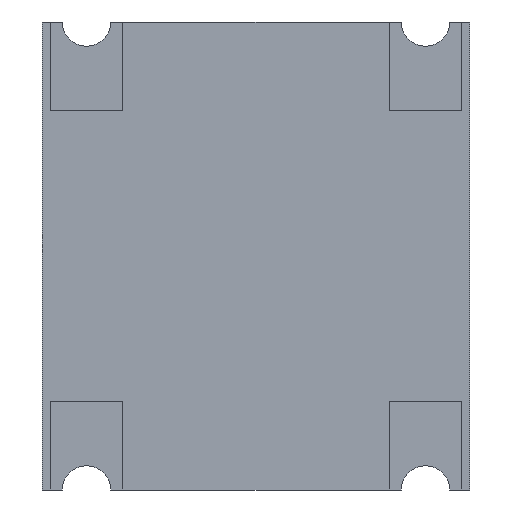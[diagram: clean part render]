
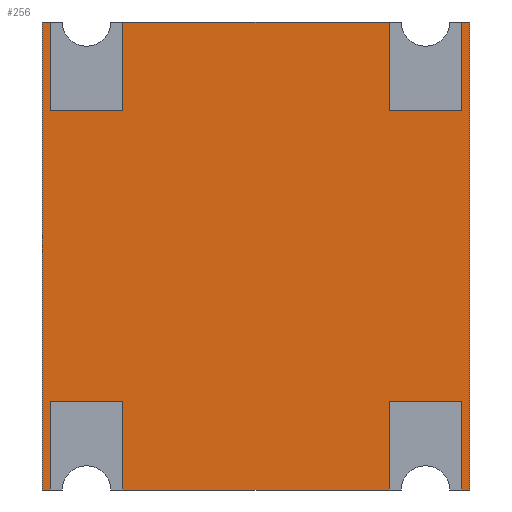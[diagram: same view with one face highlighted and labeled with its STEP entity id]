
A CAD part, front view. The second image highlights one B-rep face of the part: STEP entity #256.
In plain terms, the highlighted planar face has unit normal (0, -1, 0).
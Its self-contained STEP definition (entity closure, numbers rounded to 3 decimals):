
#6 = EDGE_CURVE ( 'NONE', #1693, #1252, #1511, .T. ) ;
#31 = PLANE ( 'NONE',  #1210 ) ;
#44 = CARTESIAN_POINT ( 'NONE',  ( 2.65, 0., 2.9 ) ) ;
#50 = LINE ( 'NONE', #308, #676 ) ;
#59 = VECTOR ( 'NONE', #1502, 1000. ) ;
#65 = VERTEX_POINT ( 'NONE', #773 ) ;
#66 = DIRECTION ( 'NONE',  ( -1., 0., 0. ) ) ;
#85 = CARTESIAN_POINT ( 'NONE',  ( -2.55, 0., 2.9 ) ) ;
#88 = LINE ( 'NONE', #473, #1518 ) ;
#95 = LINE ( 'NONE', #1283, #1528 ) ;
#97 = DIRECTION ( 'NONE',  ( -1., 0., 0. ) ) ;
#103 = DIRECTION ( 'NONE',  ( 0., 0., 1. ) ) ;
#142 = DIRECTION ( 'NONE',  ( 1., 0., 0. ) ) ;
#153 = CARTESIAN_POINT ( 'NONE',  ( -2.55, 0., -1.8 ) ) ;
#175 = FACE_OUTER_BOUND ( 'NONE', #207, .T. ) ;
#187 = ORIENTED_EDGE ( 'NONE', *, *, #799, .F. ) ;
#188 = ORIENTED_EDGE ( 'NONE', *, *, #512, .F. ) ;
#207 = EDGE_LOOP ( 'NONE', ( #253, #762, #1443, #1579, #1274, #638, #1182, #1481, #187, #351, #474, #489, #414, #624, #1643, #1156, #210, #188, #1219, #1247 ) ) ;
#210 = ORIENTED_EDGE ( 'NONE', *, *, #1328, .F. ) ;
#223 = EDGE_CURVE ( 'NONE', #1027, #461, #671, .T. ) ;
#228 = VERTEX_POINT ( 'NONE', #824 ) ;
#250 = CARTESIAN_POINT ( 'NONE',  ( 0., 0., 2.9 ) ) ;
#253 = ORIENTED_EDGE ( 'NONE', *, *, #947, .F. ) ;
#255 = CARTESIAN_POINT ( 'NONE',  ( 0., 0., -2.9 ) ) ;
#256 = ADVANCED_FACE ( 'NONE', ( #175 ), #31, .F. ) ;
#264 = EDGE_CURVE ( 'NONE', #228, #1693, #50, .T. ) ;
#288 = DIRECTION ( 'NONE',  ( 0., 0., 1. ) ) ;
#304 = EDGE_CURVE ( 'NONE', #1252, #1010, #686, .T. ) ;
#308 = CARTESIAN_POINT ( 'NONE',  ( 1.65, 0., 0. ) ) ;
#318 = CARTESIAN_POINT ( 'NONE',  ( 2.55, 0., 0. ) ) ;
#341 = EDGE_CURVE ( 'NONE', #582, #1027, #1362, .T. ) ;
#351 = ORIENTED_EDGE ( 'NONE', *, *, #630, .F. ) ;
#362 = CARTESIAN_POINT ( 'NONE',  ( 0., 0., 2.9 ) ) ;
#365 = EDGE_CURVE ( 'NONE', #1589, #1176, #95, .T. ) ;
#366 = VECTOR ( 'NONE', #1273, 1000. ) ;
#385 = CARTESIAN_POINT ( 'NONE',  ( -1.65, 0., 2.9 ) ) ;
#391 = EDGE_CURVE ( 'NONE', #910, #605, #874, .T. ) ;
#395 = DIRECTION ( 'NONE',  ( -1., 0., 0. ) ) ;
#402 = CARTESIAN_POINT ( 'NONE',  ( -2.65, 0., 2.9 ) ) ;
#414 = ORIENTED_EDGE ( 'NONE', *, *, #862, .F. ) ;
#445 = EDGE_CURVE ( 'NONE', #605, #228, #882, .T. ) ;
#461 = VERTEX_POINT ( 'NONE', #85 ) ;
#472 = VECTOR ( 'NONE', #1287, 1000. ) ;
#473 = CARTESIAN_POINT ( 'NONE',  ( -1.65, 0., 0. ) ) ;
#474 = ORIENTED_EDGE ( 'NONE', *, *, #223, .F. ) ;
#477 = VERTEX_POINT ( 'NONE', #1267 ) ;
#478 = CARTESIAN_POINT ( 'NONE',  ( 1.65, 0., 0. ) ) ;
#489 = ORIENTED_EDGE ( 'NONE', *, *, #341, .F. ) ;
#494 = VECTOR ( 'NONE', #97, 1000. ) ;
#502 = LINE ( 'NONE', #1319, #1556 ) ;
#512 = EDGE_CURVE ( 'NONE', #1457, #736, #888, .T. ) ;
#558 = EDGE_CURVE ( 'NONE', #901, #1457, #502, .T. ) ;
#559 = CARTESIAN_POINT ( 'NONE',  ( 2.55, 0., 2.9 ) ) ;
#567 = CARTESIAN_POINT ( 'NONE',  ( 0., 0., -2.9 ) ) ;
#570 = CARTESIAN_POINT ( 'NONE',  ( 1.65, 0., 1.8 ) ) ;
#582 = VERTEX_POINT ( 'NONE', #778 ) ;
#590 = VECTOR ( 'NONE', #288, 1000. ) ;
#605 = VERTEX_POINT ( 'NONE', #385 ) ;
#611 = VECTOR ( 'NONE', #1320, 1000. ) ;
#617 = DIRECTION ( 'NONE',  ( 0., 0., 1. ) ) ;
#624 = ORIENTED_EDGE ( 'NONE', *, *, #365, .F. ) ;
#627 = DIRECTION ( 'NONE',  ( 0., 0., 1. ) ) ;
#630 = EDGE_CURVE ( 'NONE', #461, #477, #1190, .T. ) ;
#638 = ORIENTED_EDGE ( 'NONE', *, *, #264, .F. ) ;
#671 = LINE ( 'NONE', #1497, #766 ) ;
#676 = VECTOR ( 'NONE', #866, 1000. ) ;
#686 = LINE ( 'NONE', #318, #1692 ) ;
#692 = EDGE_CURVE ( 'NONE', #1411, #901, #739, .T. ) ;
#727 = CARTESIAN_POINT ( 'NONE',  ( 2.65, 0., -2.9 ) ) ;
#736 = VERTEX_POINT ( 'NONE', #1323 ) ;
#739 = LINE ( 'NONE', #1404, #1535 ) ;
#751 = CARTESIAN_POINT ( 'NONE',  ( 0., 0., -2.9 ) ) ;
#760 = CARTESIAN_POINT ( 'NONE',  ( -1.65, 0., 1.8 ) ) ;
#762 = ORIENTED_EDGE ( 'NONE', *, *, #1294, .F. ) ;
#763 = LINE ( 'NONE', #751, #1030 ) ;
#766 = VECTOR ( 'NONE', #142, 1000. ) ;
#773 = CARTESIAN_POINT ( 'NONE',  ( -1.65, 0., -1.8 ) ) ;
#778 = CARTESIAN_POINT ( 'NONE',  ( -2.65, 0., -2.9 ) ) ;
#793 = VECTOR ( 'NONE', #1177, 1000. ) ;
#794 = CARTESIAN_POINT ( 'NONE',  ( 2.55, 0., -2.9 ) ) ;
#798 = DIRECTION ( 'NONE',  ( -1., 0., 0. ) ) ;
#799 = EDGE_CURVE ( 'NONE', #477, #910, #1118, .T. ) ;
#806 = LINE ( 'NONE', #255, #1171 ) ;
#823 = EDGE_CURVE ( 'NONE', #1436, #65, #88, .T. ) ;
#824 = CARTESIAN_POINT ( 'NONE',  ( 1.65, 0., 2.9 ) ) ;
#829 = LINE ( 'NONE', #567, #59 ) ;
#862 = EDGE_CURVE ( 'NONE', #1176, #582, #806, .T. ) ;
#866 = DIRECTION ( 'NONE',  ( 0., 0., -1. ) ) ;
#867 = VECTOR ( 'NONE', #1409, 1000. ) ;
#874 = LINE ( 'NONE', #1562, #1044 ) ;
#877 = EDGE_CURVE ( 'NONE', #65, #1589, #1474, .T. ) ;
#880 = CARTESIAN_POINT ( 'NONE',  ( 0., 0., 1.8 ) ) ;
#882 = LINE ( 'NONE', #362, #1492 ) ;
#888 = LINE ( 'NONE', #478, #1269 ) ;
#891 = CARTESIAN_POINT ( 'NONE',  ( 2.55, 0., -1.8 ) ) ;
#901 = VERTEX_POINT ( 'NONE', #891 ) ;
#908 = CARTESIAN_POINT ( 'NONE',  ( -2.55, 0., 0. ) ) ;
#910 = VERTEX_POINT ( 'NONE', #760 ) ;
#911 = CARTESIAN_POINT ( 'NONE',  ( -1.65, 0., -2.9 ) ) ;
#947 = EDGE_CURVE ( 'NONE', #1390, #1411, #829, .T. ) ;
#976 = DIRECTION ( 'NONE',  ( 0., 0., 1. ) ) ;
#987 = DIRECTION ( 'NONE',  ( 0., 1., 0. ) ) ;
#994 = VERTEX_POINT ( 'NONE', #44 ) ;
#1010 = VERTEX_POINT ( 'NONE', #559 ) ;
#1011 = DIRECTION ( 'NONE',  ( 1., 0., 0. ) ) ;
#1027 = VERTEX_POINT ( 'NONE', #402 ) ;
#1030 = VECTOR ( 'NONE', #66, 1000. ) ;
#1044 = VECTOR ( 'NONE', #103, 1000. ) ;
#1051 = CARTESIAN_POINT ( 'NONE',  ( 0., 0., -1.8 ) ) ;
#1096 = DIRECTION ( 'NONE',  ( 0., 0., 1. ) ) ;
#1118 = LINE ( 'NONE', #1249, #472 ) ;
#1156 = ORIENTED_EDGE ( 'NONE', *, *, #823, .F. ) ;
#1171 = VECTOR ( 'NONE', #395, 1000. ) ;
#1176 = VERTEX_POINT ( 'NONE', #1245 ) ;
#1177 = DIRECTION ( 'NONE',  ( 0., 0., -1. ) ) ;
#1180 = CARTESIAN_POINT ( 'NONE',  ( 1.65, 0., -1.8 ) ) ;
#1182 = ORIENTED_EDGE ( 'NONE', *, *, #445, .F. ) ;
#1190 = LINE ( 'NONE', #908, #793 ) ;
#1210 = AXIS2_PLACEMENT_3D ( 'NONE', #1394, #987, #976 ) ;
#1219 = ORIENTED_EDGE ( 'NONE', *, *, #558, .F. ) ;
#1245 = CARTESIAN_POINT ( 'NONE',  ( -2.55, 0., -2.9 ) ) ;
#1247 = ORIENTED_EDGE ( 'NONE', *, *, #692, .F. ) ;
#1249 = CARTESIAN_POINT ( 'NONE',  ( 0., 0., 1.8 ) ) ;
#1252 = VERTEX_POINT ( 'NONE', #1500 ) ;
#1267 = CARTESIAN_POINT ( 'NONE',  ( -2.55, 0., 1.8 ) ) ;
#1269 = VECTOR ( 'NONE', #1587, 1000. ) ;
#1273 = DIRECTION ( 'NONE',  ( 1., 0., 0. ) ) ;
#1274 = ORIENTED_EDGE ( 'NONE', *, *, #6, .F. ) ;
#1275 = DIRECTION ( 'NONE',  ( 0., 0., -1. ) ) ;
#1283 = CARTESIAN_POINT ( 'NONE',  ( -2.55, 0., 0. ) ) ;
#1287 = DIRECTION ( 'NONE',  ( 1., 0., 0. ) ) ;
#1294 = EDGE_CURVE ( 'NONE', #994, #1390, #1550, .T. ) ;
#1319 = CARTESIAN_POINT ( 'NONE',  ( 0., 0., -1.8 ) ) ;
#1320 = DIRECTION ( 'NONE',  ( 1., 0., 0. ) ) ;
#1323 = CARTESIAN_POINT ( 'NONE',  ( 1.65, 0., -2.9 ) ) ;
#1328 = EDGE_CURVE ( 'NONE', #736, #1436, #763, .T. ) ;
#1362 = LINE ( 'NONE', #1384, #590 ) ;
#1384 = CARTESIAN_POINT ( 'NONE',  ( -2.65, 0., 0. ) ) ;
#1390 = VERTEX_POINT ( 'NONE', #727 ) ;
#1394 = CARTESIAN_POINT ( 'NONE',  ( 0., 0., 0. ) ) ;
#1404 = CARTESIAN_POINT ( 'NONE',  ( 2.55, 0., 0. ) ) ;
#1409 = DIRECTION ( 'NONE',  ( 0., 0., -1. ) ) ;
#1411 = VERTEX_POINT ( 'NONE', #794 ) ;
#1436 = VERTEX_POINT ( 'NONE', #911 ) ;
#1443 = ORIENTED_EDGE ( 'NONE', *, *, #1512, .F. ) ;
#1455 = LINE ( 'NONE', #250, #611 ) ;
#1457 = VERTEX_POINT ( 'NONE', #1180 ) ;
#1474 = LINE ( 'NONE', #1051, #494 ) ;
#1481 = ORIENTED_EDGE ( 'NONE', *, *, #391, .F. ) ;
#1492 = VECTOR ( 'NONE', #1011, 1000. ) ;
#1497 = CARTESIAN_POINT ( 'NONE',  ( 0., 0., 2.9 ) ) ;
#1500 = CARTESIAN_POINT ( 'NONE',  ( 2.55, 0., 1.8 ) ) ;
#1502 = DIRECTION ( 'NONE',  ( -1., 0., 0. ) ) ;
#1511 = LINE ( 'NONE', #880, #366 ) ;
#1512 = EDGE_CURVE ( 'NONE', #1010, #994, #1455, .T. ) ;
#1518 = VECTOR ( 'NONE', #617, 1000. ) ;
#1528 = VECTOR ( 'NONE', #1275, 1000. ) ;
#1535 = VECTOR ( 'NONE', #627, 1000. ) ;
#1550 = LINE ( 'NONE', #1696, #867 ) ;
#1556 = VECTOR ( 'NONE', #798, 1000. ) ;
#1562 = CARTESIAN_POINT ( 'NONE',  ( -1.65, 0., 0. ) ) ;
#1579 = ORIENTED_EDGE ( 'NONE', *, *, #304, .F. ) ;
#1587 = DIRECTION ( 'NONE',  ( 0., 0., -1. ) ) ;
#1589 = VERTEX_POINT ( 'NONE', #153 ) ;
#1643 = ORIENTED_EDGE ( 'NONE', *, *, #877, .F. ) ;
#1692 = VECTOR ( 'NONE', #1096, 1000. ) ;
#1693 = VERTEX_POINT ( 'NONE', #570 ) ;
#1696 = CARTESIAN_POINT ( 'NONE',  ( 2.65, 0., 0. ) ) ;
